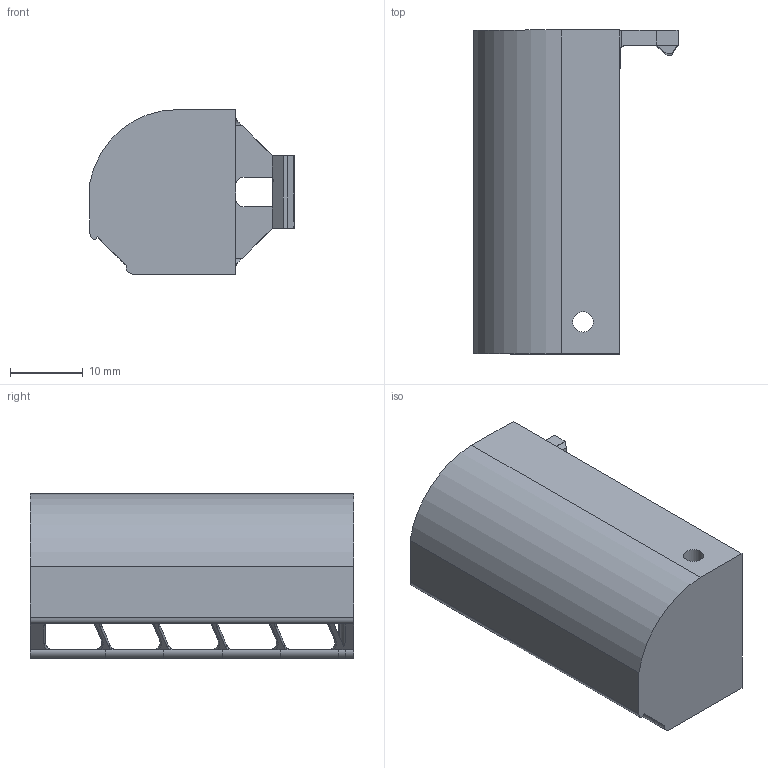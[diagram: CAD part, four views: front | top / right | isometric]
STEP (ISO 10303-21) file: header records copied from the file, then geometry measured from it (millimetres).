
FILE_DESCRIPTION(/* description */ (''),/* implementation_level */ '2;1');
FILE_NAME(/* name */ 'CloseBlowerDuctVx2.stp',/* time_stamp */ '2018-02-13T22:01:24-08:00',/* author */ ('Andrew'),/* organization */ (''),/* preprocessor_version */ 'ST-DEVELOPER v15.6',/* originating_system */ 'Autodesk Inventor 2015',/* authorisation */ '');
FILE_SCHEMA (('AUTOMOTIVE_DESIGN { 1 0 10303 214 3 1 1 }'));
Length unit declared in the file: millimetre
Products named in the file (1): CloseBlowerDuctVx2
Bounding box: 28.01 x 44.42 x 22.6 mm (x, y, z)
Volume: 5363.4 mm3; surface area: 7850.7 mm2
Topology: 1 solids, 1 shells, 155 faces, 440 edges, 276 vertices
Faces by surface type: cylinder 64, plane 55, bspline 34, torus 1, sphere 1
Full cylindrical faces by diameter (mm): 2.8 x1, 3.5 x1
Entity records: 6778 total; most frequent: CARTESIAN_POINT 2800, ORIENTED_EDGE 882, DIRECTION 761, EDGE_CURVE 441, VERTEX_POINT 279, AXIS2_PLACEMENT_3D 267, LINE 227, VECTOR 227
